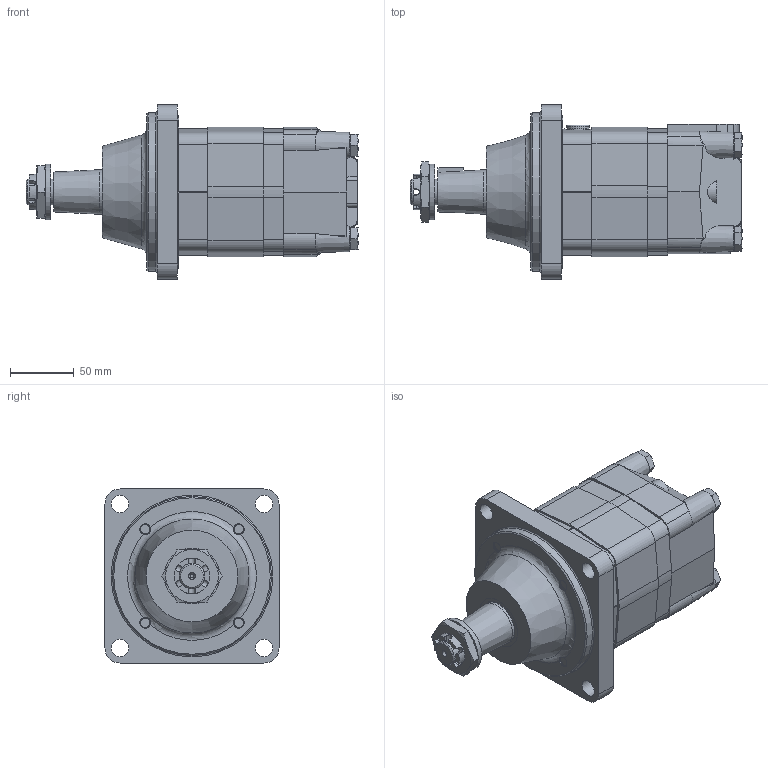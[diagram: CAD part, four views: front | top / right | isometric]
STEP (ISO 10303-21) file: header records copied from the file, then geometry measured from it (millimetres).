
FILE_DESCRIPTION(/* description */ ('STEP AP214'),/* implementation_level */ '2;1');
FILE_NAME(/* name */ 'MSW250KUP_4',/* time_stamp */ '2023-02-02T13:48:07+01:00',/* author */ ('License CC BY-ND 4.0'),/* organization */ ('CADENAS'),/* preprocessor_version */ 'ST-DEVELOPER v18.102',/* originating_system */ 'PARTsolutions',/* authorisation */ ' ');
FILE_SCHEMA (('AUTOMOTIVE_DESIGN {1 0 10303 214 3 1 1}'));
Length unit declared in the file: millimetre
Products named in the file (8): MSW250KUP/4; MSK; Hexagon bolt DIN 931-1 M10x1580; MS-P; MS-VP; MS250-D; MS-SP; MSW-MF
Assembly tree (10 placements, depth 2):
  MSW250KUP/4
    MSK
    Hexagon bolt DIN 931-1 M10x1580  x4
    MS-P
    MS-VP
    MS250-D
    MS-SP
    MSW-MF
Bounding box: 260.9 x 136.9 x 136.9 mm (x, y, z)
Volume: 1892370.3 mm3; surface area: 239441.5 mm2
Topology: 10 solids, 10 shells, 399 faces, 998 edges, 647 vertices
Faces by surface type: plane 179, cylinder 131, cone 78, torus 11
Full cylindrical faces by diameter (mm): 2.2 x4, 2.5 x1, 4.8 x1, 7.417 x4, 8.376 x2, 10 x4, 10.1 x6, 10.2 x4, 10.5 x8, 10.7 x4, 13.5 x4, 16 x4, 16.9 x1, 18 x1, 18.631 x2, 20 x2, 21 x1, 28 x1, 35 x1, 35.2 x1, 36 x1, 42 x1, 44 x1, 120 x1, 125 x1
Entity records: 10322 total; most frequent: CARTESIAN_POINT 2133, DIRECTION 1661, ORIENTED_EDGE 1536, EDGE_CURVE 768, AXIS2_PLACEMENT_3D 661, VERTEX_POINT 555, FACE_BOUND 503, EDGE_LOOP 499
